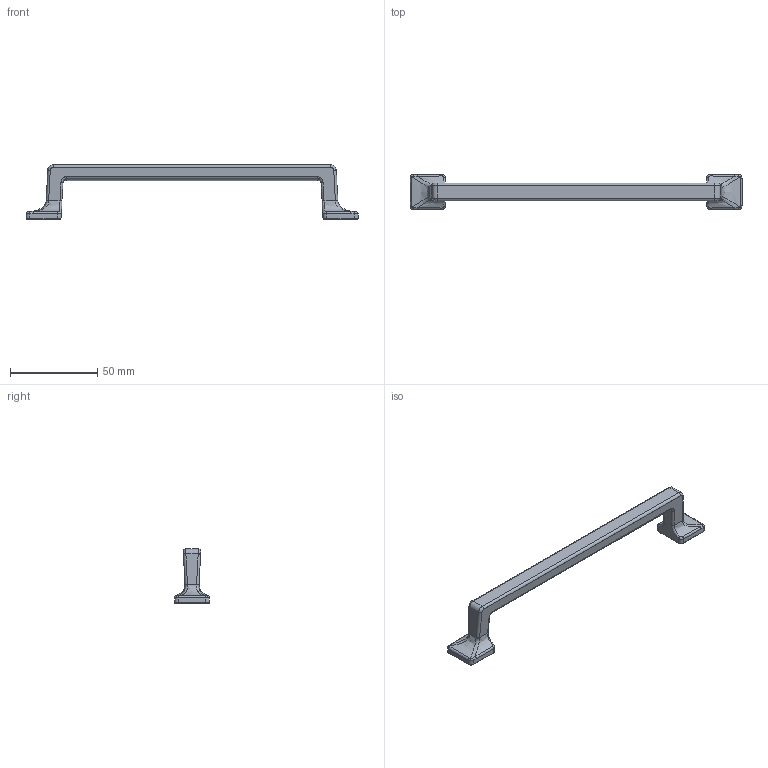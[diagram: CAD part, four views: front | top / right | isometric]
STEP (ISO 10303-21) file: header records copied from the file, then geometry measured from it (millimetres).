
FILE_DESCRIPTION (( 'STEP AP214' ), '1' );
FILE_NAME ('555020160 HERITAGE.STEP', '2022-12-19T12:30:27', ( '' ), ( '' ), 'SwSTEP 2.0', 'SolidWorks 2022', '' );
FILE_SCHEMA (( 'AUTOMOTIVE_DESIGN' ));
Length unit declared in the file: millimetre
Products named in the file (1): 555020160 HERITAGE
Bounding box: 189.98 x 20 x 31 mm (x, y, z)
Volume: 19768.4 mm3; surface area: 8987.8 mm2
Topology: 1 solids, 1 shells, 123 faces, 285 edges, 162 vertices
Faces by surface type: bspline 66, cylinder 42, plane 15
Entity records: 6265 total; most frequent: CARTESIAN_POINT 4406, ORIENTED_EDGE 562, EDGE_CURVE 281, B_SPLINE_CURVE_WITH_KNOTS 188, VERTEX_POINT 162, EDGE_LOOP 125, ADVANCED_FACE 123, FACE_OUTER_BOUND 123
